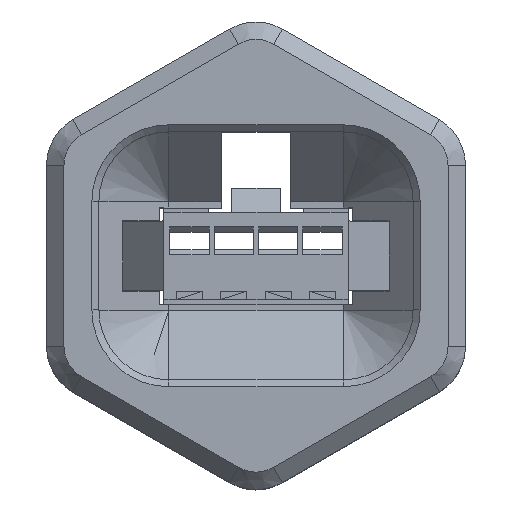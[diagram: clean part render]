
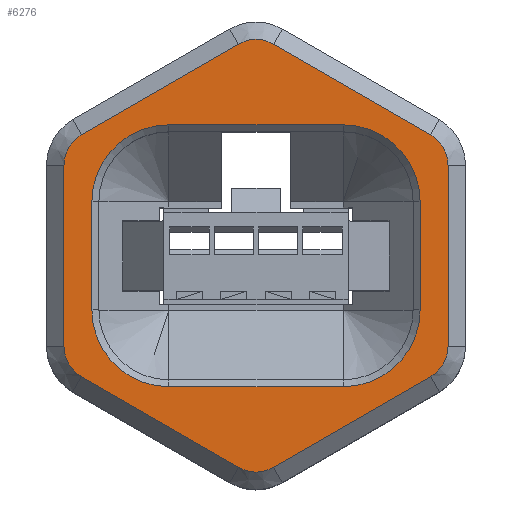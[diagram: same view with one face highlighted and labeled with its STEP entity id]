
A CAD part, top view. The second image highlights one B-rep face of the part: STEP entity #6276.
In plain terms, the highlighted planar face has unit normal (0, 0, 1).
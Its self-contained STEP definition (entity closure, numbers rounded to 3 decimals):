
#36=FACE_BOUND('',#700,.T.);
#138=CIRCLE('',#6694,4.4);
#139=CIRCLE('',#6697,4.4);
#140=CIRCLE('',#6700,2.);
#141=CIRCLE('',#6703,2.);
#142=CIRCLE('',#6706,2.);
#143=CIRCLE('',#6709,2.);
#144=CIRCLE('',#6712,2.);
#145=CIRCLE('',#6715,2.);
#146=CIRCLE('',#6719,4.4);
#147=CIRCLE('',#6721,4.4);
#360=FACE_OUTER_BOUND('',#699,.T.);
#699=EDGE_LOOP('',(#4802,#4803,#4804,#4805,#4806,#4807,#4808,#4809,#4810,
#4811,#4812,#4813));
#700=EDGE_LOOP('',(#4814,#4815,#4816,#4817,#4818,#4819,#4820,#4821));
#1203=LINE('',#9397,#2019);
#1207=LINE('',#9406,#2023);
#1210=LINE('',#9415,#2026);
#1213=LINE('',#9423,#2029);
#1216=LINE('',#9431,#2032);
#1219=LINE('',#9439,#2035);
#1222=LINE('',#9447,#2038);
#1225=LINE('',#9454,#2041);
#1226=LINE('',#9457,#2042);
#1229=LINE('',#9465,#2045);
#2019=VECTOR('',#7656,10.);
#2023=VECTOR('',#7666,10.);
#2026=VECTOR('',#7675,10.);
#2029=VECTOR('',#7684,10.);
#2032=VECTOR('',#7693,10.);
#2035=VECTOR('',#7702,10.);
#2038=VECTOR('',#7711,10.);
#2041=VECTOR('',#7720,10.);
#2042=VECTOR('',#7723,10.);
#2045=VECTOR('',#7732,10.);
#2754=VERTEX_POINT('',#9390);
#2755=VERTEX_POINT('',#9392);
#2756=VERTEX_POINT('',#9396);
#2757=VERTEX_POINT('',#9400);
#2758=VERTEX_POINT('',#9404);
#2759=VERTEX_POINT('',#9408);
#2760=VERTEX_POINT('',#9410);
#2761=VERTEX_POINT('',#9414);
#2762=VERTEX_POINT('',#9418);
#2763=VERTEX_POINT('',#9422);
#2764=VERTEX_POINT('',#9426);
#2765=VERTEX_POINT('',#9430);
#2766=VERTEX_POINT('',#9434);
#2767=VERTEX_POINT('',#9438);
#2768=VERTEX_POINT('',#9442);
#2769=VERTEX_POINT('',#9446);
#2770=VERTEX_POINT('',#9450);
#2771=VERTEX_POINT('',#9456);
#2772=VERTEX_POINT('',#9460);
#2773=VERTEX_POINT('',#9464);
#3465=EDGE_CURVE('',#2754,#2755,#138,.T.);
#3467=EDGE_CURVE('',#2755,#2756,#1203,.T.);
#3469=EDGE_CURVE('',#2756,#2757,#139,.T.);
#3472=EDGE_CURVE('',#2758,#2754,#1207,.T.);
#3475=EDGE_CURVE('',#2760,#2759,#140,.T.);
#3476=EDGE_CURVE('',#2759,#2761,#1210,.T.);
#3479=EDGE_CURVE('',#2761,#2762,#141,.T.);
#3480=EDGE_CURVE('',#2762,#2763,#1213,.T.);
#3483=EDGE_CURVE('',#2763,#2764,#142,.T.);
#3484=EDGE_CURVE('',#2764,#2765,#1216,.T.);
#3487=EDGE_CURVE('',#2765,#2766,#143,.T.);
#3488=EDGE_CURVE('',#2766,#2767,#1219,.T.);
#3491=EDGE_CURVE('',#2767,#2768,#144,.T.);
#3492=EDGE_CURVE('',#2768,#2769,#1222,.T.);
#3495=EDGE_CURVE('',#2769,#2770,#145,.T.);
#3496=EDGE_CURVE('',#2770,#2760,#1225,.T.);
#3497=EDGE_CURVE('',#2757,#2771,#1226,.T.);
#3500=EDGE_CURVE('',#2772,#2758,#146,.T.);
#3501=EDGE_CURVE('',#2773,#2772,#1229,.T.);
#3502=EDGE_CURVE('',#2771,#2773,#147,.T.);
#4802=ORIENTED_EDGE('',*,*,#3496,.F.);
#4803=ORIENTED_EDGE('',*,*,#3495,.F.);
#4804=ORIENTED_EDGE('',*,*,#3492,.F.);
#4805=ORIENTED_EDGE('',*,*,#3491,.F.);
#4806=ORIENTED_EDGE('',*,*,#3488,.F.);
#4807=ORIENTED_EDGE('',*,*,#3487,.F.);
#4808=ORIENTED_EDGE('',*,*,#3484,.F.);
#4809=ORIENTED_EDGE('',*,*,#3483,.F.);
#4810=ORIENTED_EDGE('',*,*,#3480,.F.);
#4811=ORIENTED_EDGE('',*,*,#3479,.F.);
#4812=ORIENTED_EDGE('',*,*,#3476,.F.);
#4813=ORIENTED_EDGE('',*,*,#3475,.F.);
#4814=ORIENTED_EDGE('',*,*,#3472,.F.);
#4815=ORIENTED_EDGE('',*,*,#3500,.F.);
#4816=ORIENTED_EDGE('',*,*,#3501,.F.);
#4817=ORIENTED_EDGE('',*,*,#3502,.F.);
#4818=ORIENTED_EDGE('',*,*,#3497,.F.);
#4819=ORIENTED_EDGE('',*,*,#3469,.F.);
#4820=ORIENTED_EDGE('',*,*,#3467,.F.);
#4821=ORIENTED_EDGE('',*,*,#3465,.F.);
#5955=PLANE('',#6720);
#6276=ADVANCED_FACE('',(#360,#36),#5955,.T.);
#6694=AXIS2_PLACEMENT_3D('',#9393,#7651,#7652);
#6697=AXIS2_PLACEMENT_3D('',#9401,#7660,#7661);
#6700=AXIS2_PLACEMENT_3D('',#9412,#7671,#7672);
#6703=AXIS2_PLACEMENT_3D('',#9420,#7680,#7681);
#6706=AXIS2_PLACEMENT_3D('',#9428,#7689,#7690);
#6709=AXIS2_PLACEMENT_3D('',#9436,#7698,#7699);
#6712=AXIS2_PLACEMENT_3D('',#9444,#7707,#7708);
#6715=AXIS2_PLACEMENT_3D('',#9452,#7716,#7717);
#6719=AXIS2_PLACEMENT_3D('',#9462,#7728,#7729);
#6720=AXIS2_PLACEMENT_3D('',#9463,#7730,#7731);
#6721=AXIS2_PLACEMENT_3D('',#9466,#7733,#7734);
#7651=DIRECTION('center_axis',(0.,0.,1.));
#7652=DIRECTION('ref_axis',(-0.707,0.707,0.));
#7656=DIRECTION('',(0.,-1.,0.));
#7660=DIRECTION('center_axis',(0.,0.,1.));
#7661=DIRECTION('ref_axis',(-0.707,-0.707,0.));
#7666=DIRECTION('',(-1.,0.,0.));
#7671=DIRECTION('center_axis',(0.,0.,-1.));
#7672=DIRECTION('ref_axis',(0.866,-0.5,0.));
#7675=DIRECTION('',(-0.866,-0.5,0.));
#7680=DIRECTION('center_axis',(0.,0.,-1.));
#7681=DIRECTION('ref_axis',(0.,-1.,0.));
#7684=DIRECTION('',(-0.866,0.5,0.));
#7689=DIRECTION('center_axis',(0.,0.,-1.));
#7690=DIRECTION('ref_axis',(-0.866,-0.5,0.));
#7693=DIRECTION('',(0.,1.,0.));
#7698=DIRECTION('center_axis',(0.,0.,-1.));
#7699=DIRECTION('ref_axis',(-0.866,0.5,0.));
#7702=DIRECTION('',(0.866,0.5,0.));
#7707=DIRECTION('center_axis',(0.,0.,-1.));
#7708=DIRECTION('ref_axis',(0.,1.,0.));
#7711=DIRECTION('',(0.866,-0.5,0.));
#7716=DIRECTION('center_axis',(0.,0.,-1.));
#7717=DIRECTION('ref_axis',(0.866,0.5,0.));
#7720=DIRECTION('',(0.,-1.,0.));
#7723=DIRECTION('',(1.,0.,0.));
#7728=DIRECTION('center_axis',(0.,0.,1.));
#7729=DIRECTION('ref_axis',(0.707,0.707,0.));
#7730=DIRECTION('center_axis',(0.,0.,1.));
#7731=DIRECTION('ref_axis',(1.,0.,0.));
#7732=DIRECTION('',(0.,1.,0.));
#7733=DIRECTION('center_axis',(0.,0.,1.));
#7734=DIRECTION('ref_axis',(0.707,-0.707,0.));
#9390=CARTESIAN_POINT('',(97.5,35.,11.));
#9392=CARTESIAN_POINT('',(93.1,30.6,11.));
#9393=CARTESIAN_POINT('Origin',(97.5,30.6,11.));
#9396=CARTESIAN_POINT('',(93.1,24.4,11.));
#9397=CARTESIAN_POINT('',(93.1,25.95,11.));
#9400=CARTESIAN_POINT('',(97.5,20.,11.));
#9401=CARTESIAN_POINT('Origin',(97.5,24.4,11.));
#9404=CARTESIAN_POINT('',(107.5,35.,11.));
#9406=CARTESIAN_POINT('',(100.,35.,11.));
#9408=CARTESIAN_POINT('',(112.5,20.572,11.));
#9410=CARTESIAN_POINT('',(113.5,22.304,11.));
#9412=CARTESIAN_POINT('Origin',(111.5,22.304,11.));
#9414=CARTESIAN_POINT('',(103.5,15.376,11.));
#9415=CARTESIAN_POINT('',(105.,16.242,11.));
#9418=CARTESIAN_POINT('',(101.5,15.376,11.));
#9420=CARTESIAN_POINT('Origin',(102.5,17.108,11.));
#9422=CARTESIAN_POINT('',(92.5,20.572,11.));
#9423=CARTESIAN_POINT('',(94.,19.706,11.));
#9426=CARTESIAN_POINT('',(91.5,22.304,11.));
#9428=CARTESIAN_POINT('Origin',(93.5,22.304,11.));
#9430=CARTESIAN_POINT('',(91.5,32.696,11.));
#9431=CARTESIAN_POINT('',(91.5,30.964,11.));
#9434=CARTESIAN_POINT('',(92.5,34.428,11.));
#9436=CARTESIAN_POINT('Origin',(93.5,32.696,11.));
#9438=CARTESIAN_POINT('',(101.5,39.624,11.));
#9439=CARTESIAN_POINT('',(100.,38.758,11.));
#9442=CARTESIAN_POINT('',(103.5,39.624,11.));
#9444=CARTESIAN_POINT('Origin',(102.5,37.892,11.));
#9446=CARTESIAN_POINT('',(112.5,34.428,11.));
#9447=CARTESIAN_POINT('',(111.,35.294,11.));
#9450=CARTESIAN_POINT('',(113.5,32.696,11.));
#9452=CARTESIAN_POINT('Origin',(111.5,32.696,11.));
#9454=CARTESIAN_POINT('',(113.5,24.036,11.));
#9456=CARTESIAN_POINT('',(107.5,20.,11.));
#9457=CARTESIAN_POINT('',(105.,20.,11.));
#9460=CARTESIAN_POINT('',(111.9,30.6,11.));
#9462=CARTESIAN_POINT('Origin',(107.5,30.6,11.));
#9463=CARTESIAN_POINT('Origin',(102.5,27.5,11.));
#9464=CARTESIAN_POINT('',(111.9,24.4,11.));
#9465=CARTESIAN_POINT('',(111.9,29.05,11.));
#9466=CARTESIAN_POINT('Origin',(107.5,24.4,11.));
